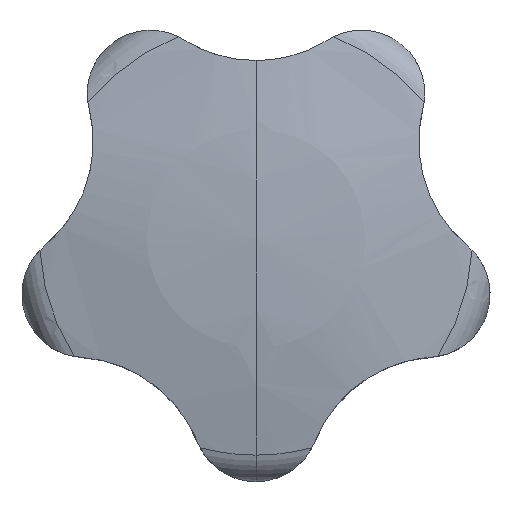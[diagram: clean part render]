
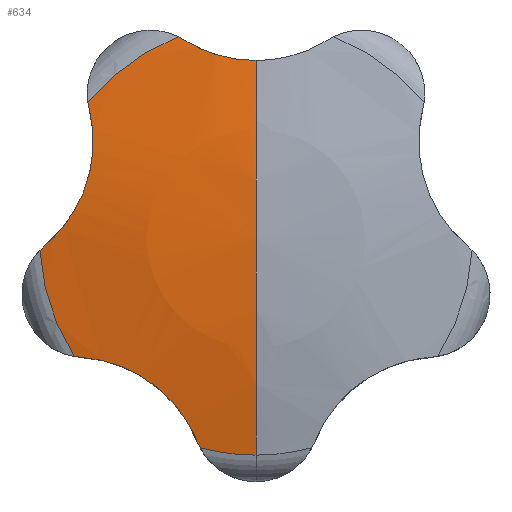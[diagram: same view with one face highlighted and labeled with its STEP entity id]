
A CAD part, top view. The second image highlights one B-rep face of the part: STEP entity #634.
In plain terms, the highlighted spherical face has radius 100 mm.
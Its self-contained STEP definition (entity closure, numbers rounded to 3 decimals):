
#278=EDGE_CURVE('',#364,#342,#727,.T.);
#292=EDGE_CURVE('',#426,#466,#743,.T.);
#294=EDGE_CURVE('',#324,#496,#745,.T.);
#320=EDGE_CURVE('',#342,#606,#773,.T.);
#324=VERTEX_POINT('',#777);
#342=VERTEX_POINT('',#799);
#348=EDGE_CURVE('',#582,#590,#805,.T.);
#360=VERTEX_POINT('',#818);
#364=VERTEX_POINT('',#822);
#380=EDGE_CURVE('',#446,#582,#839,.T.);
#426=VERTEX_POINT('',#887);
#446=VERTEX_POINT('',#909);
#464=EDGE_CURVE('',#486,#426,#928,.T.);
#466=VERTEX_POINT('',#930);
#468=EDGE_CURVE('',#364,#496,#932,.T.);
#486=VERTEX_POINT('',#951);
#488=EDGE_CURVE('',#446,#466,#953,.T.);
#496=VERTEX_POINT('',#961);
#498=EDGE_CURVE('',#360,#536,#963,.T.);
#504=EDGE_CURVE('',#360,#486,#969,.T.);
#520=EDGE_CURVE('',#606,#536,#988,.T.);
#536=VERTEX_POINT('',#1006);
#550=EDGE_CURVE('',#590,#324,#1020,.T.);
#582=VERTEX_POINT('',#1057);
#590=VERTEX_POINT('',#1065);
#606=VERTEX_POINT('',#1081);
#634=ADVANCED_FACE('',(#1113),#1114,.T.);
#727=B_SPLINE_CURVE_WITH_KNOTS('',3,(#1223,#1224,#1225,#1226,#1227,#1228),.UNSPECIFIED.,.F.,.F.,(4,2,4),(14.254,14.771,14.909),.UNSPECIFIED.);
#743=B_SPLINE_CURVE_WITH_KNOTS('',3,(#1258,#1259,#1260,#1261),.UNSPECIFIED.,.F.,.F.,(4,4),(0.0,0.653),.UNSPECIFIED.);
#745=B_SPLINE_CURVE_WITH_KNOTS('',3,(#1264,#1265,#1266,#1267),.UNSPECIFIED.,.F.,.F.,(4,4),(0.0,0.653),.UNSPECIFIED.);
#773=B_SPLINE_CURVE_WITH_KNOTS('',3,(#1314,#1315,#1316,#1317,#1318,#1319,#1320,#1321,#1322,#1323,#1324,#1325,#1326,#1327),.UNSPECIFIED.,.F.,.F.,(4,2,2,2,2,2,4),(0.0,2.637,5.274,7.911,10.549,13.254,15.139),.UNSPECIFIED.);
#777=CARTESIAN_POINT('',(-7.426,20.477,29.599));
#799=CARTESIAN_POINT('',(-17.18,13.39,29.599));
#805=CIRCLE('',#1380,100.);
#818=CARTESIAN_POINT('',(-18.693,-12.123,29.486));
#822=CARTESIAN_POINT('',(-17.306,14.031,29.486));
#839=CIRCLE('',#1444,100.);
#887=CARTESIAN_POINT('',(-6.028,-20.931,29.599));
#909=CARTESIAN_POINT('',(0.,-22.28,29.486));
#928=B_SPLINE_CURVE_WITH_KNOTS('',3,(#1593,#1594,#1595,#1596,#1597,#1598,#1599,#1600,#1601,#1602,#1603,#1604,#1605,#1606),.UNSPECIFIED.,.F.,.F.,(4,2,2,2,2,2,4),(0.0,2.637,5.274,7.911,10.549,13.254,15.139),.UNSPECIFIED.);
#930=CARTESIAN_POINT('',(-5.754,-21.524,29.486));
#932=CIRCLE('',#1611,22.28);
#951=CARTESIAN_POINT('',(-18.044,-12.201,29.599));
#953=CIRCLE('',#1646,22.28);
#961=CARTESIAN_POINT('',(-7.997,20.795,29.486));
#963=CIRCLE('',#1659,22.28);
#969=B_SPLINE_CURVE_WITH_KNOTS('',3,(#1669,#1670,#1671,#1672,#1673,#1674),.UNSPECIFIED.,.F.,.F.,(4,2,4),(14.254,14.771,14.909),.UNSPECIFIED.);
#988=B_SPLINE_CURVE_WITH_KNOTS('',3,(#1696,#1697,#1698,#1699),.UNSPECIFIED.,.F.,.F.,(4,4),(0.0,0.653),.UNSPECIFIED.);
#1006=CARTESIAN_POINT('',(-22.249,-1.179,29.486));
#1020=B_SPLINE_CURVE_WITH_KNOTS('',3,(#1742,#1743,#1744,#1745,#1746,#1747,#1748,#1749,#1750,#1751,#1752,#1753,#1754,#1755),.UNSPECIFIED.,.F.,.F.,(4,2,2,2,2,2,4),(0.0,2.637,5.274,7.911,10.549,13.254,15.139),.UNSPECIFIED.);
#1057=CARTESIAN_POINT('',(0.,0.,32.0));
#1065=CARTESIAN_POINT('',(0.,18.345,30.303));
#1081=CARTESIAN_POINT('',(-21.77,-0.735,29.599));
#1113=FACE_OUTER_BOUND('',#1907,.T.);
#1114=SPHERICAL_SURFACE('',#1908,100.);
#1223=CARTESIAN_POINT('',(-17.306,14.031,29.486));
#1224=CARTESIAN_POINT('',(-17.281,13.859,29.516));
#1225=CARTESIAN_POINT('',(-17.25,13.69,29.545));
#1226=CARTESIAN_POINT('',(-17.202,13.48,29.583));
#1227=CARTESIAN_POINT('',(-17.191,13.435,29.591));
#1228=CARTESIAN_POINT('',(-17.18,13.39,29.599));
#1258=CARTESIAN_POINT('',(-6.028,-20.931,29.599));
#1259=CARTESIAN_POINT('',(-5.948,-21.13,29.561));
#1260=CARTESIAN_POINT('',(-5.857,-21.328,29.524));
#1261=CARTESIAN_POINT('',(-5.754,-21.524,29.486));
#1264=CARTESIAN_POINT('',(-7.426,20.477,29.599));
#1265=CARTESIAN_POINT('',(-7.608,20.591,29.561));
#1266=CARTESIAN_POINT('',(-7.798,20.697,29.524));
#1267=CARTESIAN_POINT('',(-7.997,20.795,29.486));
#1314=CARTESIAN_POINT('',(-17.18,13.39,29.599));
#1315=CARTESIAN_POINT('',(-16.97,12.551,29.751));
#1316=CARTESIAN_POINT('',(-16.831,11.658,29.886));
#1317=CARTESIAN_POINT('',(-16.733,9.834,30.103));
#1318=CARTESIAN_POINT('',(-16.774,8.901,30.185));
#1319=CARTESIAN_POINT('',(-17.041,7.061,30.288));
#1320=CARTESIAN_POINT('',(-17.268,6.153,30.31));
#1321=CARTESIAN_POINT('',(-17.887,4.422,30.292));
#1322=CARTESIAN_POINT('',(-18.278,3.599,30.253));
#1323=CARTESIAN_POINT('',(-19.185,2.072,30.125));
#1324=CARTESIAN_POINT('',(-19.734,1.321,30.029));
#1325=CARTESIAN_POINT('',(-20.795,0.143,29.816));
#1326=CARTESIAN_POINT('',(-21.267,-0.314,29.714));
#1327=CARTESIAN_POINT('',(-21.77,-0.735,29.599));
#1380=AXIS2_PLACEMENT_3D('',#2134,#2135,#2136);
#1444=AXIS2_PLACEMENT_3D('',#2157,#2158,#2159);
#1593=CARTESIAN_POINT('',(-18.044,-12.201,29.599));
#1594=CARTESIAN_POINT('',(-17.18,-12.261,29.751));
#1595=CARTESIAN_POINT('',(-16.289,-12.405,29.886));
#1596=CARTESIAN_POINT('',(-14.523,-12.875,30.103));
#1597=CARTESIAN_POINT('',(-13.649,-13.202,30.185));
#1598=CARTESIAN_POINT('',(-11.982,-14.025,30.288));
#1599=CARTESIAN_POINT('',(-11.188,-14.522,30.31));
#1600=CARTESIAN_POINT('',(-9.732,-15.645,30.292));
#1601=CARTESIAN_POINT('',(-9.071,-16.271,30.253));
#1602=CARTESIAN_POINT('',(-7.899,-17.606,30.125));
#1603=CARTESIAN_POINT('',(-7.354,-18.36,30.029));
#1604=CARTESIAN_POINT('',(-6.561,-19.733,29.816));
#1605=CARTESIAN_POINT('',(-6.273,-20.323,29.714));
#1606=CARTESIAN_POINT('',(-6.028,-20.931,29.599));
#1611=AXIS2_PLACEMENT_3D('',#2247,#2248,#2249);
#1646=AXIS2_PLACEMENT_3D('',#2267,#2268,#2269);
#1659=AXIS2_PLACEMENT_3D('',#2275,#2276,#2277);
#1669=CARTESIAN_POINT('',(-18.693,-12.123,29.486));
#1670=CARTESIAN_POINT('',(-18.521,-12.153,29.516));
#1671=CARTESIAN_POINT('',(-18.35,-12.175,29.545));
#1672=CARTESIAN_POINT('',(-18.135,-12.194,29.583));
#1673=CARTESIAN_POINT('',(-18.09,-12.198,29.591));
#1674=CARTESIAN_POINT('',(-18.044,-12.201,29.599));
#1696=CARTESIAN_POINT('',(-21.77,-0.735,29.599));
#1697=CARTESIAN_POINT('',(-21.934,-0.873,29.561));
#1698=CARTESIAN_POINT('',(-22.094,-1.021,29.524));
#1699=CARTESIAN_POINT('',(-22.249,-1.179,29.486));
#1742=CARTESIAN_POINT('',(7.426,20.477,29.599));
#1743=CARTESIAN_POINT('',(6.692,20.018,29.751));
#1744=CARTESIAN_POINT('',(5.887,19.61,29.886));
#1745=CARTESIAN_POINT('',(4.181,18.953,30.103));
#1746=CARTESIAN_POINT('',(3.282,18.703,30.185));
#1747=CARTESIAN_POINT('',(1.45,18.389,30.288));
#1748=CARTESIAN_POINT('',(0.515,18.324,30.31));
#1749=CARTESIAN_POINT('',(-1.322,18.377,30.292));
#1750=CARTESIAN_POINT('',(-2.226,18.495,30.253));
#1751=CARTESIAN_POINT('',(-3.958,18.886,30.125));
#1752=CARTESIAN_POINT('',(-4.842,19.176,30.029));
#1753=CARTESIAN_POINT('',(-6.29,19.821,29.816));
#1754=CARTESIAN_POINT('',(-6.871,20.129,29.714));
#1755=CARTESIAN_POINT('',(-7.426,20.477,29.599));
#1907=EDGE_LOOP('',(#2447,#2448,#2449,#2450,#2451,#2452,#2453,#2454,#2455,#2456,#2457,#2458,#2459));
#1908=AXIS2_PLACEMENT_3D('',#2460,#2461,#2462);
#2134=CARTESIAN_POINT('',(0.,0.,-68.));
#2135=DIRECTION('',(-1.0,0.,-0.0));
#2136=DIRECTION('',(0.0,0.0,-1.0));
#2157=CARTESIAN_POINT('',(0.,0.,-68.));
#2158=DIRECTION('',(-1.0,0.,-0.0));
#2159=DIRECTION('',(0.0,0.0,-1.0));
#2247=CARTESIAN_POINT('',(0.,0.,29.486));
#2248=DIRECTION('',(-0.0,0.0,-1.0));
#2249=DIRECTION('',(0.,-1.0,0.0));
#2267=CARTESIAN_POINT('',(0.,0.,29.486));
#2268=DIRECTION('',(-0.0,0.0,-1.0));
#2269=DIRECTION('',(0.,-1.0,0.0));
#2275=CARTESIAN_POINT('',(0.,0.,29.486));
#2276=DIRECTION('',(-0.0,0.0,-1.0));
#2277=DIRECTION('',(0.,-1.0,0.0));
#2447=ORIENTED_EDGE('',*,*,#380,.T.);
#2448=ORIENTED_EDGE('',*,*,#348,.T.);
#2449=ORIENTED_EDGE('',*,*,#550,.T.);
#2450=ORIENTED_EDGE('',*,*,#294,.T.);
#2451=ORIENTED_EDGE('',*,*,#468,.F.);
#2452=ORIENTED_EDGE('',*,*,#278,.T.);
#2453=ORIENTED_EDGE('',*,*,#320,.T.);
#2454=ORIENTED_EDGE('',*,*,#520,.T.);
#2455=ORIENTED_EDGE('',*,*,#498,.F.);
#2456=ORIENTED_EDGE('',*,*,#504,.T.);
#2457=ORIENTED_EDGE('',*,*,#464,.T.);
#2458=ORIENTED_EDGE('',*,*,#292,.T.);
#2459=ORIENTED_EDGE('',*,*,#488,.F.);
#2460=CARTESIAN_POINT('',(0.,0.,-68.));
#2461=DIRECTION('',(0.0,0.0,-1.0));
#2462=DIRECTION('',(0.,1.0,0.0));
